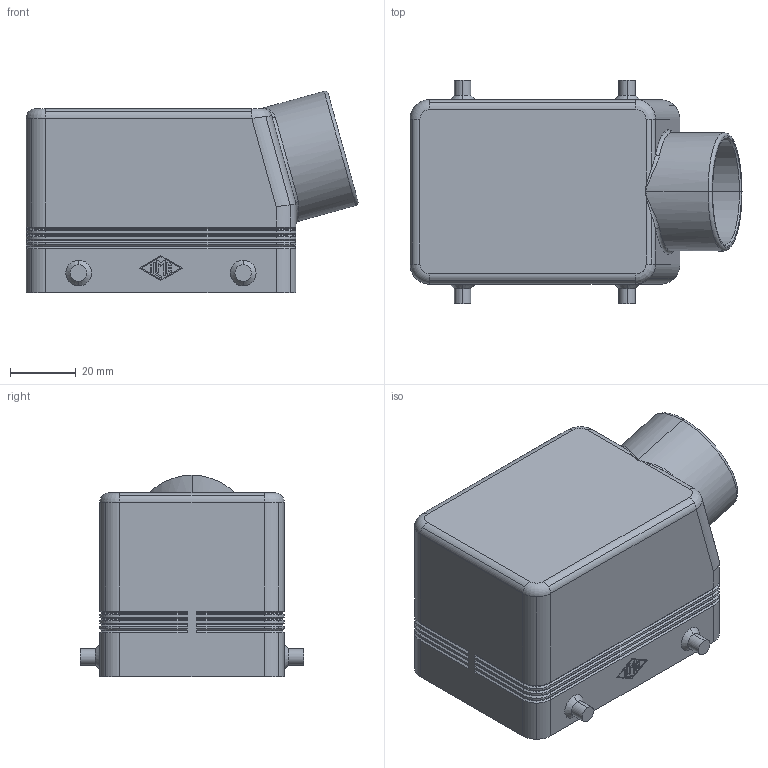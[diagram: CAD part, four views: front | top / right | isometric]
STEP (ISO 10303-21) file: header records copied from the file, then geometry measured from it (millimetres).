
FILE_DESCRIPTION(('Creo Elements/Direct Modeling STEP Export'),'2;1');
FILE_NAME('0ln7uvk49ant2m14132','2017-02-21T15:52:21',(''),(''),'PTC Creo Elements/Direct Modeling STEP processor for AP214 (Solid Model)','PTC Creo Elements/Direct Modeling 19.0E 27-Jun-2016 (C) Parametric Technology GmbH','');
FILE_SCHEMA(('AUTOMOTIVE_DESIGN { 1 0 10303 214 1 1 1 1 }'));
Length unit declared in the file: millimetre
Products named in the file (1): MHOE_50.32
Bounding box: 100.88 x 68 x 61.28 mm (x, y, z)
Volume: 69943.8 mm3; surface area: 41511.7 mm2
Topology: 1 solids, 1 shells, 452 faces, 1088 edges, 644 vertices
Faces by surface type: plane 184, cylinder 156, cone 94, torus 10, bspline 8
Entity records: 17642 total; most frequent: CARTESIAN_POINT 3431, DIRECTION 2308, ORIENTED_EDGE 2136, EDGE_CURVE 1068, AXIS2_PLACEMENT_3D 823, VECTOR 662, LINE 662, VERTEX_POINT 644
